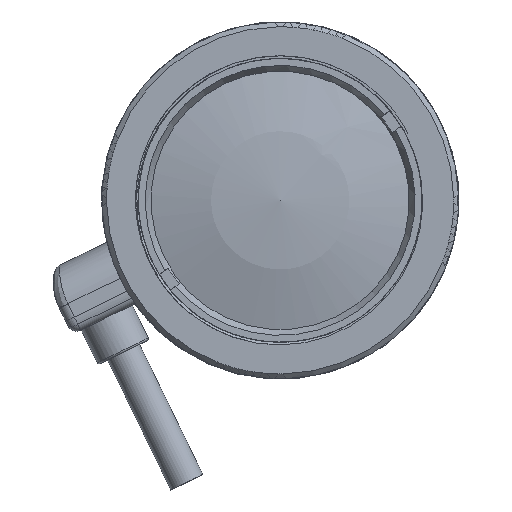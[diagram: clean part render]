
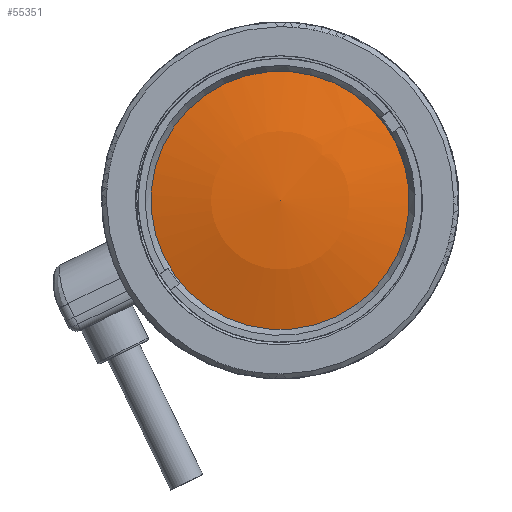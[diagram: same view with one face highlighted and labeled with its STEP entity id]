
A CAD part, left-side view. The second image highlights one B-rep face of the part: STEP entity #55351.
In plain terms, the highlighted spherical face has radius 50.16 mm.
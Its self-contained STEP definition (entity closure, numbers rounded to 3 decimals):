
#2162 = VERTEX_POINT ( 'NONE', #30201 ) ;
#4488 = DIRECTION ( 'NONE',  ( 1., 0., 0. ) ) ;
#5336 = CARTESIAN_POINT ( 'NONE',  ( -1.669, 9.362, 0. ) ) ;
#8219 = DIRECTION ( 'NONE',  ( 0., 0.738, 0.675 ) ) ;
#9652 = AXIS2_PLACEMENT_3D ( 'NONE', #23455, #40430, #15102 ) ;
#10160 = CIRCLE ( 'NONE', #41351, 14.2 ) ;
#15102 = DIRECTION ( 'NONE',  ( 0., 0.738, 0.675 ) ) ;
#19314 = ORIENTED_EDGE ( 'NONE', *, *, #38325, .T. ) ;
#21409 = CARTESIAN_POINT ( 'NONE',  ( -49.777, 9.362, 0. ) ) ;
#23455 = CARTESIAN_POINT ( 'NONE',  ( -49.777, 9.362, 0. ) ) ;
#25156 = EDGE_CURVE ( 'NONE', #42680, #2162, #10160, .T. ) ;
#30201 = CARTESIAN_POINT ( 'NONE',  ( -49.777, -1.119, -9.581 ) ) ;
#31164 = EDGE_LOOP ( 'NONE', ( #44606, #19314 ) ) ;
#31676 = CIRCLE ( 'NONE', #9652, 14.2 ) ;
#38325 = EDGE_CURVE ( 'NONE', #2162, #42680, #31676, .T. ) ;
#39272 = FACE_OUTER_BOUND ( 'NONE', #31164, .T. ) ;
#40430 = DIRECTION ( 'NONE',  ( -1., 0., 0. ) ) ;
#40720 = AXIS2_PLACEMENT_3D ( 'NONE', #5336, #4488, #56515 ) ;
#41351 = AXIS2_PLACEMENT_3D ( 'NONE', #21409, #52757, #8219 ) ;
#42680 = VERTEX_POINT ( 'NONE', #51324 ) ;
#44606 = ORIENTED_EDGE ( 'NONE', *, *, #25156, .T. ) ;
#48487 = SPHERICAL_SURFACE ( 'NONE', #40720, 50.16 ) ;
#51324 = CARTESIAN_POINT ( 'NONE',  ( -49.777, 19.842, 9.581 ) ) ;
#52757 = DIRECTION ( 'NONE',  ( -1., 0., 0. ) ) ;
#55351 = ADVANCED_FACE ( 'NONE', ( #39272 ), #48487, .T. ) ;
#56515 = DIRECTION ( 'NONE',  ( 0., -0.675, 0.738 ) ) ;
